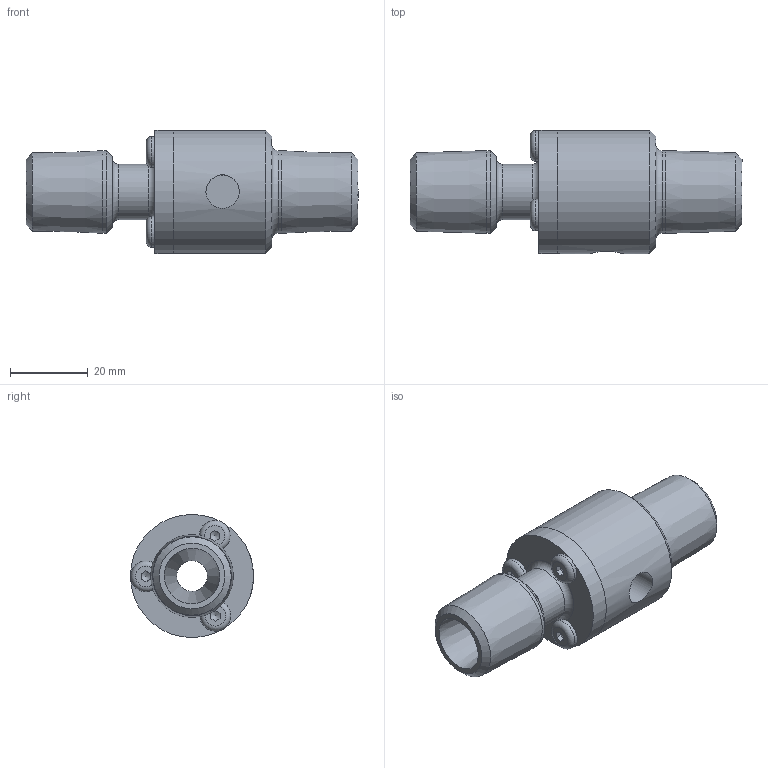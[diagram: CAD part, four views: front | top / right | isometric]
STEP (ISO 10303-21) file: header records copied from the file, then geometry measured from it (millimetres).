
FILE_DESCRIPTION(/* description */ (''),/* implementation_level */ '2;1');
FILE_NAME(/* name */ '140050-3D.stp',/* time_stamp */ '2015-04-23T14:32:30-04:00',/* author */ ('ryan longshore'),/* organization */ (''),/* preprocessor_version */ 'ST-DEVELOPER v15.2',/* originating_system */ 'Autodesk Inventor 2014',/* authorisation */ '');
FILE_SCHEMA (('AUTOMOTIVE_DESIGN { 1 0 10303 214 3 1 1 }'));
Length unit declared in the file: inch
Products named in the file (4): 901511; 901510-DIM; Unbrako - 8 x 5_8 - 32(10); 140050-3D
Bounding box: 85.65 x 31.75 x 31.75 mm (x, y, z)
Volume: 34999.4 mm3; surface area: 13818.9 mm2
Topology: 5 solids, 5 shells, 83 faces, 175 edges, 109 vertices
Faces by surface type: plane 36, cylinder 21, cone 16, torus 10
Full cylindrical faces by diameter (mm): 4.14 x3, 4.166 x3, 4.762 x3, 7.925 x3, 7.938 x2, 8.611 x1, 14.275 x1, 15.723 x1, 21.336 x2, 31.75 x2
Entity records: 1301 total; most frequent: CARTESIAN_POINT 233, DIRECTION 230, ORIENTED_EDGE 132, AXIS2_PLACEMENT_3D 109, EDGE_LOOP 104, EDGE_CURVE 66, FACE_BOUND 60, VERTEX_POINT 60
